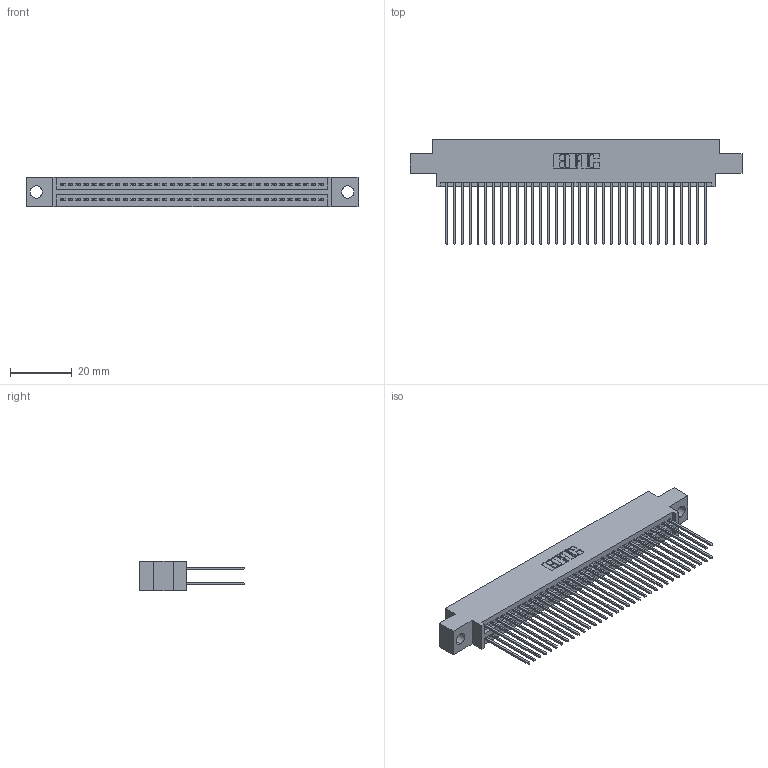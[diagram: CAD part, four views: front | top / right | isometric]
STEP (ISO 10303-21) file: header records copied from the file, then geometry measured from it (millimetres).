
FILE_DESCRIPTION (( 'STEP AP203' ), '1' );
FILE_NAME ('395-068-541-804.STEP', '2021-06-17T03:59:36', ( '' ), ( '' ), 'SwSTEP 2.0', 'SolidWorks 2020', '' );
FILE_SCHEMA (( 'CONFIG_CONTROL_DESIGN' ));
Length unit declared in the file: inch
Products named in the file (3): 395-068-541-804; 345-292-001_345-293-141; 345 Part_0.170 Offset - 0.156 Dia-TI
Assembly tree (69 placements, depth 2):
  395-068-541-804
    345 Part_0.170 Offset - 0.156 Dia-TI
    345-292-001_345-293-141  x68
Bounding box: 107.57 x 33.96 x 9.4 mm (x, y, z)
Volume: 10545.9 mm3; surface area: 17262.6 mm2
Topology: 69 solids, 69 shells, 3544 faces, 10521 edges, 6922 vertices
Faces by surface type: plane 2342, cylinder 1202
Entity records: 28323 total; most frequent: CARTESIAN_POINT 4762, ORIENTED_EDGE 4694, DIRECTION 4207, EDGE_CURVE 2347, LINE 2079, VECTOR 2079, VERTEX_POINT 1562, AXIS2_PLACEMENT_3D 1064
